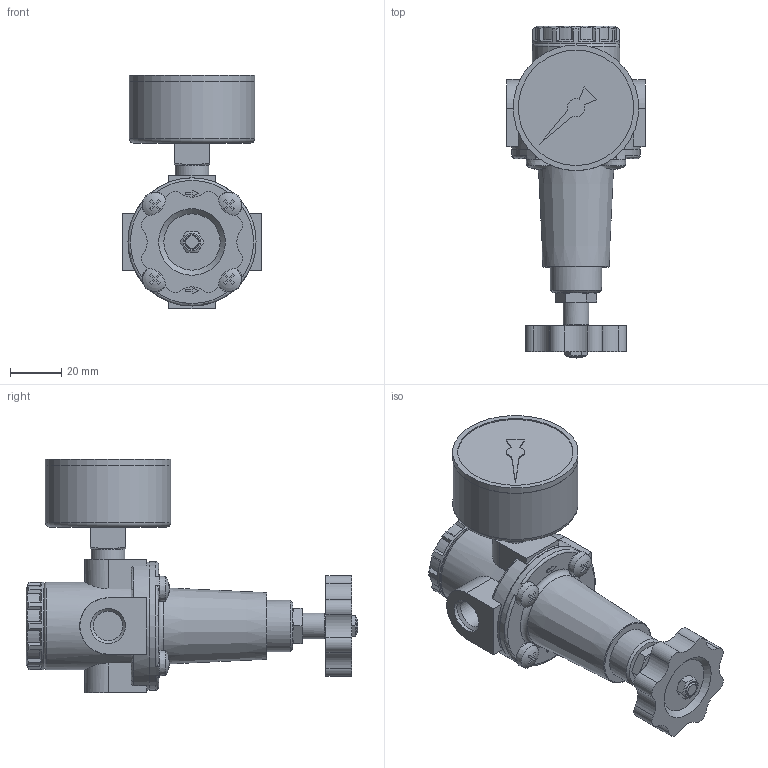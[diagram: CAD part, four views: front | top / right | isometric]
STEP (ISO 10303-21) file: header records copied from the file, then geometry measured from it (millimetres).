
FILE_DESCRIPTION( ( 'STEP AP214' ), ' ' );
FILE_NAME( '9.1511.00.002.0V.stp', '2017-01-20T09:30:00', ( '' ), ( '' ), ' ', 'PARTsolutions', ' ' );
FILE_SCHEMA( ( 'AUTOMOTIVE_DESIGN { 1 0 10303 214 1 1 1 1 }' ) );
Length unit declared in the file: millimetre
Products named in the file (3): 9.1511.00.002.0V; _637.10 C(01)-1; _637.10 C-2
Assembly tree (2 placements, depth 2):
  9.1511.00.002.0V
    _637.10 C(01)-1
    _637.10 C-2
Bounding box: 54 x 129.5 x 91 mm (x, y, z)
Volume: 162323.2 mm3; surface area: 31457 mm2
Topology: 2 solids, 2 shells, 358 faces, 939 edges, 608 vertices
Faces by surface type: plane 198, cylinder 90, cone 47, torus 19, sphere 4
Full cylindrical faces by diameter (mm): 2.5 x1, 4.134 x4, 5.1 x1, 6 x1, 10 x1, 11.445 x3, 13.157 x1, 13.6 x2, 14 x1, 20 x1, 34 x2, 45 x1, 48.96 x1, 49 x2, 50 x2
Entity records: 14141 total; most frequent: CARTESIAN_POINT 2749, DIRECTION 1783, ORIENTED_EDGE 1710, EDGE_CURVE 855, AXIS2_PLACEMENT_3D 701, VERTEX_POINT 581, EDGE_LOOP 446, FACE_OUTER_BOUND 393
